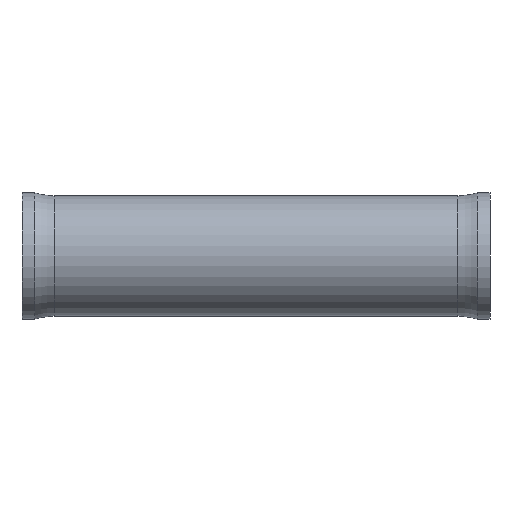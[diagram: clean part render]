
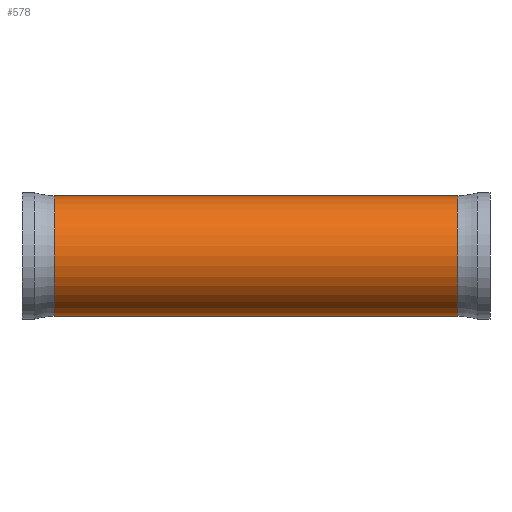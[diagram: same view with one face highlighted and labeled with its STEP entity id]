
A CAD part, left-side view. The second image highlights one B-rep face of the part: STEP entity #578.
In plain terms, the highlighted cylindrical face has radius 23.812 mm (diameter 47.625 mm), a partial arc.
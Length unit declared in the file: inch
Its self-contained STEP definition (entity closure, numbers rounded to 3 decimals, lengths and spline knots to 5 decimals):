
#5 = CARTESIAN_POINT ( 'NONE',  ( 0., 6.78507, -0.9375 ) ) ;
#21 = CARTESIAN_POINT ( 'NONE',  ( 0., 5.49933, 0.9375 ) ) ;
#32 = VECTOR ( 'NONE', #189, 39.37008 ) ;
#70 = LINE ( 'NONE', #21, #32 ) ;
#72 = CARTESIAN_POINT ( 'NONE',  ( 0., 0.49839, 0.9375 ) ) ;
#75 = LINE ( 'NONE', #420, #512 ) ;
#96 = DIRECTION ( 'NONE',  ( 0., 0., 1. ) ) ;
#101 = CIRCLE ( 'NONE', #601, 0.9375 ) ;
#102 = DIRECTION ( 'NONE',  ( 0., 1., 0. ) ) ;
#103 = CARTESIAN_POINT ( 'NONE',  ( 0., 0.49839, 0. ) ) ;
#129 = FACE_OUTER_BOUND ( 'NONE', #152, .T. ) ;
#136 = ORIENTED_EDGE ( 'NONE', *, *, #453, .T. ) ;
#139 = DIRECTION ( 'NONE',  ( 0., 0., 1. ) ) ;
#149 = CYLINDRICAL_SURFACE ( 'NONE', #584, 0.9375 ) ;
#152 = EDGE_LOOP ( 'NONE', ( #487, #136, #297, #262 ) ) ;
#174 = CIRCLE ( 'NONE', #415, 0.9375 ) ;
#189 = DIRECTION ( 'NONE',  ( 0., 1., 0. ) ) ;
#260 = VERTEX_POINT ( 'NONE', #289 ) ;
#262 = ORIENTED_EDGE ( 'NONE', *, *, #550, .F. ) ;
#289 = CARTESIAN_POINT ( 'NONE',  ( 0., 6.78507, 0.9375 ) ) ;
#297 = ORIENTED_EDGE ( 'NONE', *, *, #446, .T. ) ;
#338 = CARTESIAN_POINT ( 'NONE',  ( 0., 5.49933, 0. ) ) ;
#340 = VERTEX_POINT ( 'NONE', #72 ) ;
#343 = CARTESIAN_POINT ( 'NONE',  ( 0., 0.49839, -0.9375 ) ) ;
#356 = VERTEX_POINT ( 'NONE', #5 ) ;
#357 = VERTEX_POINT ( 'NONE', #343 ) ;
#375 = DIRECTION ( 'NONE',  ( 0., 1., 0. ) ) ;
#381 = CARTESIAN_POINT ( 'NONE',  ( 0., 6.78507, 0. ) ) ;
#395 = DIRECTION ( 'NONE',  ( 0., 1., 0. ) ) ;
#415 = AXIS2_PLACEMENT_3D ( 'NONE', #103, #102, #96 ) ;
#420 = CARTESIAN_POINT ( 'NONE',  ( 0., 5.49933, -0.9375 ) ) ;
#446 = EDGE_CURVE ( 'NONE', #340, #260, #70, .T. ) ;
#453 = EDGE_CURVE ( 'NONE', #357, #340, #174, .T. ) ;
#462 = DIRECTION ( 'NONE',  ( 0., 1., 0. ) ) ;
#470 = DIRECTION ( 'NONE',  ( 0., 0., 1. ) ) ;
#487 = ORIENTED_EDGE ( 'NONE', *, *, #521, .F. ) ;
#512 = VECTOR ( 'NONE', #375, 39.37008 ) ;
#521 = EDGE_CURVE ( 'NONE', #357, #356, #75, .T. ) ;
#550 = EDGE_CURVE ( 'NONE', #356, #260, #101, .T. ) ;
#578 = ADVANCED_FACE ( 'NONE', ( #129 ), #149, .T. ) ;
#584 = AXIS2_PLACEMENT_3D ( 'NONE', #338, #462, #139 ) ;
#601 = AXIS2_PLACEMENT_3D ( 'NONE', #381, #395, #470 ) ;
